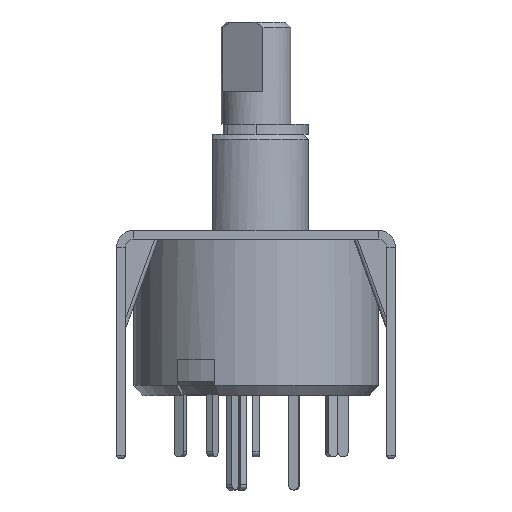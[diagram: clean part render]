
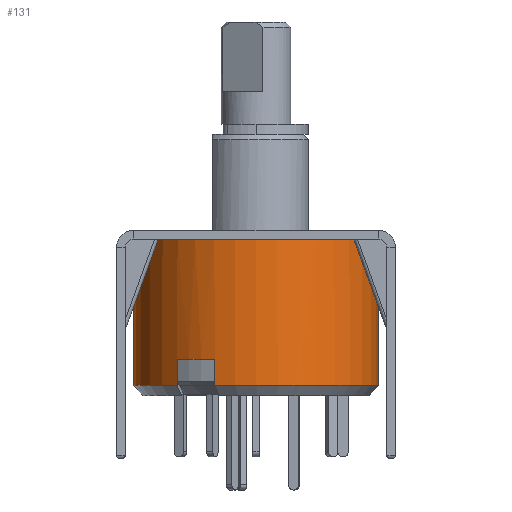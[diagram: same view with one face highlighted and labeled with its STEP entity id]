
A CAD part, front view. The second image highlights one B-rep face of the part: STEP entity #131.
In plain terms, the highlighted cylindrical face has radius 7 mm (diameter 14 mm), a partial arc.
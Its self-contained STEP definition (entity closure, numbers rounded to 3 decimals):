
#87 = VERTEX_POINT ( 'NONE', #6361 ) ;
#131 = ADVANCED_FACE ( 'NONE', ( #6020 ), #11860, .T. ) ;
#316 = CARTESIAN_POINT ( 'NONE',  ( 0., 0., 0.95 ) ) ;
#434 = CIRCLE ( 'NONE', #5453, 7. ) ;
#593 = VERTEX_POINT ( 'NONE', #7001 ) ;
#1065 = DIRECTION ( 'NONE',  ( -1., 0., 0. ) ) ;
#1381 = VERTEX_POINT ( 'NONE', #6137 ) ;
#1546 = EDGE_CURVE ( 'NONE', #8669, #87, #434, .T. ) ;
#1594 = CARTESIAN_POINT ( 'NONE',  ( -4.526, -5.34, -5.9 ) ) ;
#1998 = CARTESIAN_POINT ( 'NONE',  ( 0., 0., -7.4 ) ) ;
#2464 = AXIS2_PLACEMENT_3D ( 'NONE', #316, #2540, #2491 ) ;
#2491 = DIRECTION ( 'NONE',  ( -1., 0., 0. ) ) ;
#2540 = DIRECTION ( 'NONE',  ( 0., 0., -1. ) ) ;
#2852 = EDGE_CURVE ( 'NONE', #5720, #9275, #3987, .T. ) ;
#3072 = CARTESIAN_POINT ( 'NONE',  ( 7., 0., 0.95 ) ) ;
#3090 = CIRCLE ( 'NONE', #3432, 7. ) ;
#3269 = EDGE_LOOP ( 'NONE', ( #5027, #7522, #8015, #10787, #13044, #11838, #8262, #3967 ) ) ;
#3432 = AXIS2_PLACEMENT_3D ( 'NONE', #1998, #5104, #5159 ) ;
#3696 = VECTOR ( 'NONE', #4767, 1000. ) ;
#3826 = DIRECTION ( 'NONE',  ( 0., 0., -1. ) ) ;
#3967 = ORIENTED_EDGE ( 'NONE', *, *, #10600, .F. ) ;
#3987 = CIRCLE ( 'NONE', #2464, 7. ) ;
#4202 = DIRECTION ( 'NONE',  ( 0., 0., -1. ) ) ;
#4292 = LINE ( 'NONE', #9260, #9462 ) ;
#4767 = DIRECTION ( 'NONE',  ( 0., 0., -1. ) ) ;
#5018 = EDGE_CURVE ( 'NONE', #9275, #1381, #9103, .T. ) ;
#5027 = ORIENTED_EDGE ( 'NONE', *, *, #12722, .F. ) ;
#5100 = CIRCLE ( 'NONE', #6832, 7. ) ;
#5104 = DIRECTION ( 'NONE',  ( 0., 0., -1. ) ) ;
#5159 = DIRECTION ( 'NONE',  ( 1., 0., 0. ) ) ;
#5453 = AXIS2_PLACEMENT_3D ( 'NONE', #8452, #11657, #1065 ) ;
#5528 = CARTESIAN_POINT ( 'NONE',  ( 0., 0., -7.4 ) ) ;
#5583 = VECTOR ( 'NONE', #7190, 1000. ) ;
#5720 = VERTEX_POINT ( 'NONE', #3072 ) ;
#6020 = FACE_OUTER_BOUND ( 'NONE', #3269, .T. ) ;
#6039 = VERTEX_POINT ( 'NONE', #12498 ) ;
#6137 = CARTESIAN_POINT ( 'NONE',  ( -7., 0., -7.4 ) ) ;
#6361 = CARTESIAN_POINT ( 'NONE',  ( -2.361, -6.59, -5.9 ) ) ;
#6832 = AXIS2_PLACEMENT_3D ( 'NONE', #5528, #9566, #8614 ) ;
#6967 = EDGE_CURVE ( 'NONE', #87, #593, #7108, .T. ) ;
#7001 = CARTESIAN_POINT ( 'NONE',  ( -2.361, -6.59, -7.4 ) ) ;
#7108 = LINE ( 'NONE', #8886, #3696 ) ;
#7190 = DIRECTION ( 'NONE',  ( 0., 0., -1. ) ) ;
#7458 = LINE ( 'NONE', #8979, #13147 ) ;
#7522 = ORIENTED_EDGE ( 'NONE', *, *, #2852, .T. ) ;
#7740 = AXIS2_PLACEMENT_3D ( 'NONE', #12371, #4202, #9396 ) ;
#8015 = ORIENTED_EDGE ( 'NONE', *, *, #5018, .T. ) ;
#8179 = VERTEX_POINT ( 'NONE', #13387 ) ;
#8262 = ORIENTED_EDGE ( 'NONE', *, *, #6967, .T. ) ;
#8452 = CARTESIAN_POINT ( 'NONE',  ( 0., 0., -5.9 ) ) ;
#8614 = DIRECTION ( 'NONE',  ( 1., 0., 0. ) ) ;
#8669 = VERTEX_POINT ( 'NONE', #1594 ) ;
#8886 = CARTESIAN_POINT ( 'NONE',  ( -2.361, -6.59, 9. ) ) ;
#8979 = CARTESIAN_POINT ( 'NONE',  ( 7., 0., 9. ) ) ;
#9103 = LINE ( 'NONE', #10265, #5583 ) ;
#9260 = CARTESIAN_POINT ( 'NONE',  ( -4.526, -5.34, 9. ) ) ;
#9275 = VERTEX_POINT ( 'NONE', #9633 ) ;
#9396 = DIRECTION ( 'NONE',  ( -1., 0., 0. ) ) ;
#9462 = VECTOR ( 'NONE', #10405, 1000. ) ;
#9566 = DIRECTION ( 'NONE',  ( 0., 0., -1. ) ) ;
#9633 = CARTESIAN_POINT ( 'NONE',  ( -7., 0., 0.95 ) ) ;
#10010 = EDGE_CURVE ( 'NONE', #8179, #8669, #4292, .T. ) ;
#10265 = CARTESIAN_POINT ( 'NONE',  ( -7., 0., 9. ) ) ;
#10405 = DIRECTION ( 'NONE',  ( 0., 0., 1. ) ) ;
#10600 = EDGE_CURVE ( 'NONE', #6039, #593, #5100, .T. ) ;
#10787 = ORIENTED_EDGE ( 'NONE', *, *, #12873, .F. ) ;
#11657 = DIRECTION ( 'NONE',  ( 0., 0., 1. ) ) ;
#11838 = ORIENTED_EDGE ( 'NONE', *, *, #1546, .T. ) ;
#11860 = CYLINDRICAL_SURFACE ( 'NONE', #7740, 7. ) ;
#12371 = CARTESIAN_POINT ( 'NONE',  ( 0., 0., 9. ) ) ;
#12498 = CARTESIAN_POINT ( 'NONE',  ( 7., 0., -7.4 ) ) ;
#12722 = EDGE_CURVE ( 'NONE', #5720, #6039, #7458, .T. ) ;
#12873 = EDGE_CURVE ( 'NONE', #8179, #1381, #3090, .T. ) ;
#13044 = ORIENTED_EDGE ( 'NONE', *, *, #10010, .T. ) ;
#13147 = VECTOR ( 'NONE', #3826, 1000. ) ;
#13387 = CARTESIAN_POINT ( 'NONE',  ( -4.526, -5.34, -7.4 ) ) ;
